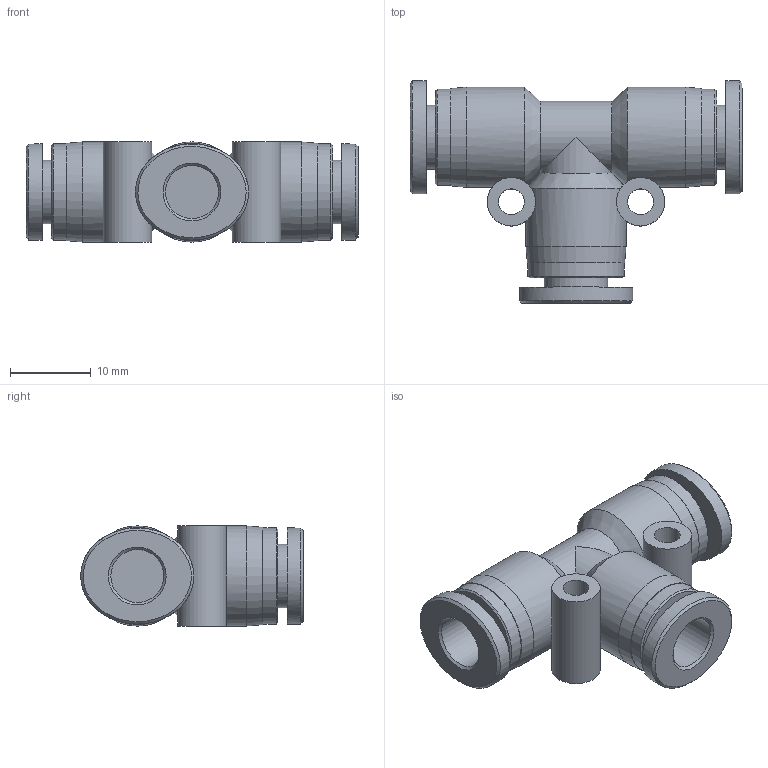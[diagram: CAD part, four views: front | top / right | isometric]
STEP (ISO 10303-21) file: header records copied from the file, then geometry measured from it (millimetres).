
FILE_DESCRIPTION((''),'2;1');
FILE_NAME('PUT 1_4.stp','2016-10-17T15:48:27',('Administrator'),(''),'Autodesk Inventor 2013','Autodesk Inventor 2013','');
FILE_SCHEMA(('CONFIG_CONTROL_DESIGN'));
Length unit declared in the file: millimetre
Products named in the file (3): PUT 1_4; NUT N1_4 BODY; SLEEVE N1_4L
Assembly tree (4 placements, depth 2):
  PUT 1_4
    NUT N1_4 BODY
    SLEEVE N1_4L  x3
Bounding box: 41.1 x 27.55 x 12.4 mm (x, y, z)
Volume: 4674.2 mm3; surface area: 4958.8 mm2
Topology: 4 solids, 4 shells, 62 faces, 122 edges, 75 vertices
Faces by surface type: cylinder 22, plane 22, cone 12, bspline 6
Full cylindrical faces by diameter (mm): 3.2 x2, 6 x2, 6.55 x6, 7.9 x3, 8.9 x1, 11.9 x3, 12.4 x3
Entity records: 1238 total; most frequent: CARTESIAN_POINT 412, DIRECTION 173, ORIENTED_EDGE 104, AXIS2_PLACEMENT_3D 86, EDGE_LOOP 77, EDGE_CURVE 52, VERTEX_POINT 43, FACE_OUTER_BOUND 40
